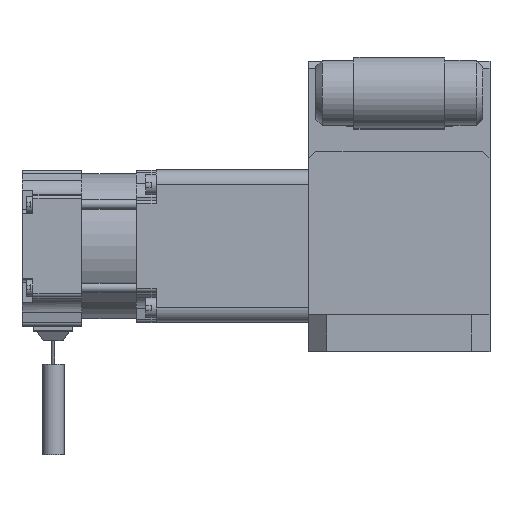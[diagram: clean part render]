
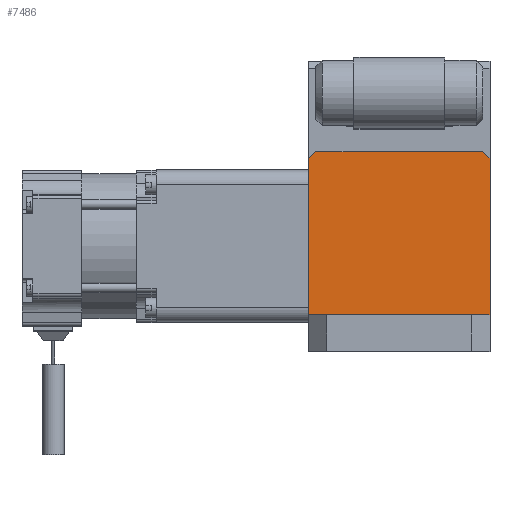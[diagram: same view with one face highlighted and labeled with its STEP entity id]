
A CAD part, top view. The second image highlights one B-rep face of the part: STEP entity #7486.
In plain terms, the highlighted planar face has unit normal (0, 0, 1).
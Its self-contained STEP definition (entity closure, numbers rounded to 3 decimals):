
#796=FACE_OUTER_BOUND('',#1263,.T.);
#1263=EDGE_LOOP('',(#6203,#6204,#6205,#6206,#6207,#6208));
#2042=LINE('',#12027,#2804);
#2048=LINE('',#12041,#2810);
#2063=LINE('',#12078,#2825);
#2066=LINE('',#12084,#2828);
#2067=LINE('',#12085,#2829);
#2068=LINE('',#12086,#2830);
#2804=VECTOR('',#9932,46.);
#2810=VECTOR('',#9942,50.);
#2825=VECTOR('',#9979,2.828);
#2828=VECTOR('',#9984,2.828);
#2829=VECTOR('',#9985,43.);
#2830=VECTOR('',#9986,43.);
#3476=VERTEX_POINT('',#12021);
#3478=VERTEX_POINT('',#12025);
#3483=VERTEX_POINT('',#12038);
#3484=VERTEX_POINT('',#12040);
#3495=VERTEX_POINT('',#12077);
#3497=VERTEX_POINT('',#12083);
#4426=EDGE_CURVE('',#3476,#3478,#2042,.T.);
#4432=EDGE_CURVE('',#3483,#3484,#2048,.T.);
#4451=EDGE_CURVE('',#3495,#3478,#2063,.T.);
#4454=EDGE_CURVE('',#3476,#3497,#2066,.T.);
#4455=EDGE_CURVE('',#3484,#3495,#2067,.T.);
#4456=EDGE_CURVE('',#3497,#3483,#2068,.T.);
#6203=ORIENTED_EDGE('',*,*,#4454,.F.);
#6204=ORIENTED_EDGE('',*,*,#4426,.T.);
#6205=ORIENTED_EDGE('',*,*,#4451,.F.);
#6206=ORIENTED_EDGE('',*,*,#4455,.F.);
#6207=ORIENTED_EDGE('',*,*,#4432,.F.);
#6208=ORIENTED_EDGE('',*,*,#4456,.F.);
#6747=PLANE('',#8096);
#7486=ADVANCED_FACE('',(#796),#6747,.T.);
#8096=AXIS2_PLACEMENT_3D('',#12082,#9982,#9983);
#9932=DIRECTION('',(-1.,0.,0.));
#9942=DIRECTION('',(-1.,0.,0.));
#9979=DIRECTION('',(0.707,0.707,0.));
#9982=DIRECTION('center_axis',(0.,0.,
1.));
#9983=DIRECTION('ref_axis',(0.,1.,0.));
#9984=DIRECTION('',(0.707,-0.707,0.));
#9985=DIRECTION('',(0.,1.,0.));
#9986=DIRECTION('',(0.,-1.,0.));
#12021=CARTESIAN_POINT('',(23.,-16.,-82.568));
#12025=CARTESIAN_POINT('',(-23.,-16.,-82.568));
#12027=CARTESIAN_POINT('',(25.,-16.,-82.568));
#12038=CARTESIAN_POINT('',(25.,-61.,-82.568));
#12040=CARTESIAN_POINT('',(-25.,-61.,-82.568));
#12041=CARTESIAN_POINT('',(25.,-61.,-82.568));
#12077=CARTESIAN_POINT('',(-25.,-18.,-82.568));
#12078=CARTESIAN_POINT('',(-22.75,-15.75,-82.568));
#12082=CARTESIAN_POINT('Origin',(25.,-61.,-82.568));
#12083=CARTESIAN_POINT('',(25.,-18.,-82.568));
#12084=CARTESIAN_POINT('',(35.25,-28.25,-82.568));
#12085=CARTESIAN_POINT('',(-25.,-49.75,-82.568));
#12086=CARTESIAN_POINT('',(25.,-16.,-82.568));
